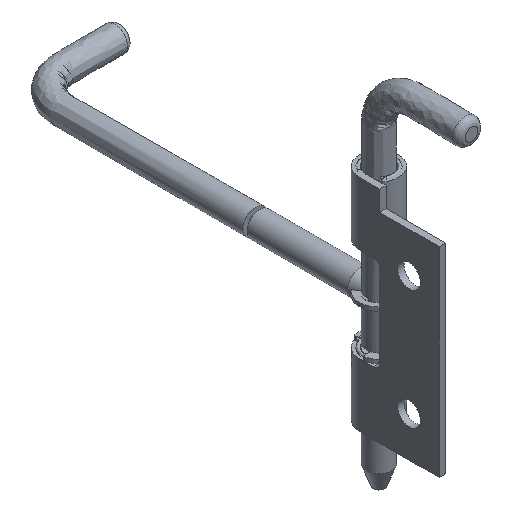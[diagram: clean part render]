
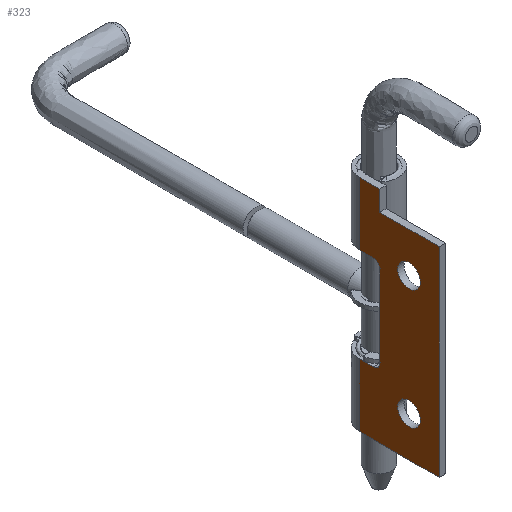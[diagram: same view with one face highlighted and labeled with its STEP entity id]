
A CAD part, isometric view. The second image highlights one B-rep face of the part: STEP entity #323.
In plain terms, the highlighted planar face has unit normal (-1, 0, 0).
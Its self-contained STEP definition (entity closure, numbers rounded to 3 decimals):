
#323 = ADVANCED_FACE( '', ( #383, #384, #385 ), #386, .T. );
#383 = FACE_BOUND( '', #520, .T. );
#384 = FACE_OUTER_BOUND( '', #521, .T. );
#385 = FACE_BOUND( '', #522, .T. );
#386 = PLANE( '', #523 );
#520 = EDGE_LOOP( '', ( #2163 ) );
#521 = EDGE_LOOP( '', ( #2164, #2165, #2166, #2167, #2168, #2169, #2170, #2171, #2172, #2173, #2174, #2175 ) );
#522 = EDGE_LOOP( '', ( #2176 ) );
#523 = AXIS2_PLACEMENT_3D( '', #2177, #2178, #2179 );
#2163 = ORIENTED_EDGE( '', *, *, #2587, .T. );
#2164 = ORIENTED_EDGE( '', *, *, #2588, .T. );
#2165 = ORIENTED_EDGE( '', *, *, #2589, .T. );
#2166 = ORIENTED_EDGE( '', *, *, #2590, .T. );
#2167 = ORIENTED_EDGE( '', *, *, #2591, .T. );
#2168 = ORIENTED_EDGE( '', *, *, #2592, .T. );
#2169 = ORIENTED_EDGE( '', *, *, #2593, .T. );
#2170 = ORIENTED_EDGE( '', *, *, #2594, .T. );
#2171 = ORIENTED_EDGE( '', *, *, #2595, .F. );
#2172 = ORIENTED_EDGE( '', *, *, #2596, .F. );
#2173 = ORIENTED_EDGE( '', *, *, #2597, .F. );
#2174 = ORIENTED_EDGE( '', *, *, #2598, .F. );
#2175 = ORIENTED_EDGE( '', *, *, #2599, .T. );
#2176 = ORIENTED_EDGE( '', *, *, #2600, .T. );
#2177 = CARTESIAN_POINT( '', ( -3.125, -12.7, 17.5 ) );
#2178 = DIRECTION( '', ( -1., 0., 0. ) );
#2179 = DIRECTION( '', ( 0., -1., 0. ) );
#2587 = EDGE_CURVE( '', #2721, #2721, #2722, .F. );
#2588 = EDGE_CURVE( '', #2723, #2724, #2725, .T. );
#2589 = EDGE_CURVE( '', #2724, #2726, #2727, .T. );
#2590 = EDGE_CURVE( '', #2726, #2728, #2729, .F. );
#2591 = EDGE_CURVE( '', #2728, #2730, #2731, .T. );
#2592 = EDGE_CURVE( '', #2730, #2732, #2733, .F. );
#2593 = EDGE_CURVE( '', #2732, #2734, #2735, .T. );
#2594 = EDGE_CURVE( '', #2734, #2736, #2737, .T. );
#2595 = EDGE_CURVE( '', #2738, #2736, #2739, .T. );
#2596 = EDGE_CURVE( '', #2740, #2738, #2741, .T. );
#2597 = EDGE_CURVE( '', #2742, #2740, #2743, .T. );
#2598 = EDGE_CURVE( '', #2744, #2742, #2745, .T. );
#2599 = EDGE_CURVE( '', #2744, #2723, #2746, .T. );
#2600 = EDGE_CURVE( '', #2747, #2747, #2748, .F. );
#2721 = VERTEX_POINT( '', #2951 );
#2722 = CIRCLE( '', #2952, 1.8 );
#2723 = VERTEX_POINT( '', #2953 );
#2724 = VERTEX_POINT( '', #2954 );
#2725 = LINE( '', #2955, #2956 );
#2726 = VERTEX_POINT( '', #2957 );
#2727 = LINE( '', #2958, #2959 );
#2728 = VERTEX_POINT( '', #2960 );
#2729 = CIRCLE( '', #2961, 1. );
#2730 = VERTEX_POINT( '', #2962 );
#2731 = LINE( '', #2963, #2964 );
#2732 = VERTEX_POINT( '', #2965 );
#2733 = CIRCLE( '', #2966, 1. );
#2734 = VERTEX_POINT( '', #2967 );
#2735 = LINE( '', #2968, #2969 );
#2736 = VERTEX_POINT( '', #2970 );
#2737 = LINE( '', #2971, #2972 );
#2738 = VERTEX_POINT( '', #2973 );
#2739 = LINE( '', #2974, #2975 );
#2740 = VERTEX_POINT( '', #2976 );
#2741 = LINE( '', #2977, #2978 );
#2742 = VERTEX_POINT( '', #2979 );
#2743 = LINE( '', #2980, #2981 );
#2744 = VERTEX_POINT( '', #2982 );
#2745 = LINE( '', #2983, #2984 );
#2746 = LINE( '', #2985, #2986 );
#2747 = VERTEX_POINT( '', #2987 );
#2748 = CIRCLE( '', #2988, 1.8 );
#2951 = CARTESIAN_POINT( '', ( -3.125, -9.7, 7.9 ) );
#2952 = AXIS2_PLACEMENT_3D( '', #3575, #3576, #3577 );
#2953 = CARTESIAN_POINT( '', ( -3.125, 0., 17.5 ) );
#2954 = CARTESIAN_POINT( '', ( -3.125, 0., 7.5 ) );
#2955 = CARTESIAN_POINT( '', ( -3.125, 0., 17.5 ) );
#2956 = VECTOR( '', #3578, 1000. );
#2957 = CARTESIAN_POINT( '', ( -3.125, -2.25, 7.5 ) );
#2958 = CARTESIAN_POINT( '', ( -3.125, -12.7, 7.5 ) );
#2959 = VECTOR( '', #3579, 1000. );
#2960 = CARTESIAN_POINT( '', ( -3.125, -3.25, 6.5 ) );
#2961 = AXIS2_PLACEMENT_3D( '', #3580, #3581, #3582 );
#2962 = CARTESIAN_POINT( '', ( -3.125, -3.25, -6.5 ) );
#2963 = CARTESIAN_POINT( '', ( -3.125, -3.25, 17.5 ) );
#2964 = VECTOR( '', #3583, 1000. );
#2965 = CARTESIAN_POINT( '', ( -3.125, -2.25, -7.5 ) );
#2966 = AXIS2_PLACEMENT_3D( '', #3584, #3585, #3586 );
#2967 = CARTESIAN_POINT( '', ( -3.125, 0., -7.5 ) );
#2968 = CARTESIAN_POINT( '', ( -3.125, -12.7, -7.5 ) );
#2969 = VECTOR( '', #3587, 1000. );
#2970 = CARTESIAN_POINT( '', ( -3.125, 0., -17.5 ) );
#2971 = CARTESIAN_POINT( '', ( -3.125, 0., 17.5 ) );
#2972 = VECTOR( '', #3588, 1000. );
#2973 = CARTESIAN_POINT( '', ( -3.125, -12.7, -17.5 ) );
#2974 = CARTESIAN_POINT( '', ( -3.125, -12.7, -17.5 ) );
#2975 = VECTOR( '', #3589, 1000. );
#2976 = CARTESIAN_POINT( '', ( -3.125, -12.7, 14.3 ) );
#2977 = CARTESIAN_POINT( '', ( -3.125, -12.7, 17.5 ) );
#2978 = VECTOR( '', #3590, 1000. );
#2979 = CARTESIAN_POINT( '', ( -3.125, -3.25, 14.3 ) );
#2980 = CARTESIAN_POINT( '', ( -3.125, -12.7, 14.3 ) );
#2981 = VECTOR( '', #3591, 1000. );
#2982 = CARTESIAN_POINT( '', ( -3.125, -3.25, 17.5 ) );
#2983 = CARTESIAN_POINT( '', ( -3.125, -3.25, 17.5 ) );
#2984 = VECTOR( '', #3592, 1000. );
#2985 = CARTESIAN_POINT( '', ( -3.125, -12.7, 17.5 ) );
#2986 = VECTOR( '', #3593, 1000. );
#2987 = CARTESIAN_POINT( '', ( -3.125, -9.7, -11.1 ) );
#2988 = AXIS2_PLACEMENT_3D( '', #3594, #3595, #3596 );
#3575 = CARTESIAN_POINT( '', ( -3.125, -7.9, 7.9 ) );
#3576 = DIRECTION( '', ( -1., 0., 0. ) );
#3577 = DIRECTION( '', ( 0., -1., 0. ) );
#3578 = DIRECTION( '', ( 0., 0., -1. ) );
#3579 = DIRECTION( '', ( 0., -1., 0. ) );
#3580 = CARTESIAN_POINT( '', ( -3.125, -2.25, 6.5 ) );
#3581 = DIRECTION( '', ( -1., 0., 0. ) );
#3582 = DIRECTION( '', ( 0., -1., 0. ) );
#3583 = DIRECTION( '', ( 0., 0., -1. ) );
#3584 = CARTESIAN_POINT( '', ( -3.125, -2.25, -6.5 ) );
#3585 = DIRECTION( '', ( -1., 0., 0. ) );
#3586 = DIRECTION( '', ( 0., -1., 0. ) );
#3587 = DIRECTION( '', ( 0., 1., 0. ) );
#3588 = DIRECTION( '', ( 0., 0., -1. ) );
#3589 = DIRECTION( '', ( 0., 1., 0. ) );
#3590 = DIRECTION( '', ( 0., 0., -1. ) );
#3591 = DIRECTION( '', ( 0., -1., 0. ) );
#3592 = DIRECTION( '', ( 0., 0., -1. ) );
#3593 = DIRECTION( '', ( 0., 1., 0. ) );
#3594 = CARTESIAN_POINT( '', ( -3.125, -7.9, -11.1 ) );
#3595 = DIRECTION( '', ( -1., 0., 0. ) );
#3596 = DIRECTION( '', ( 0., -1., 0. ) );
